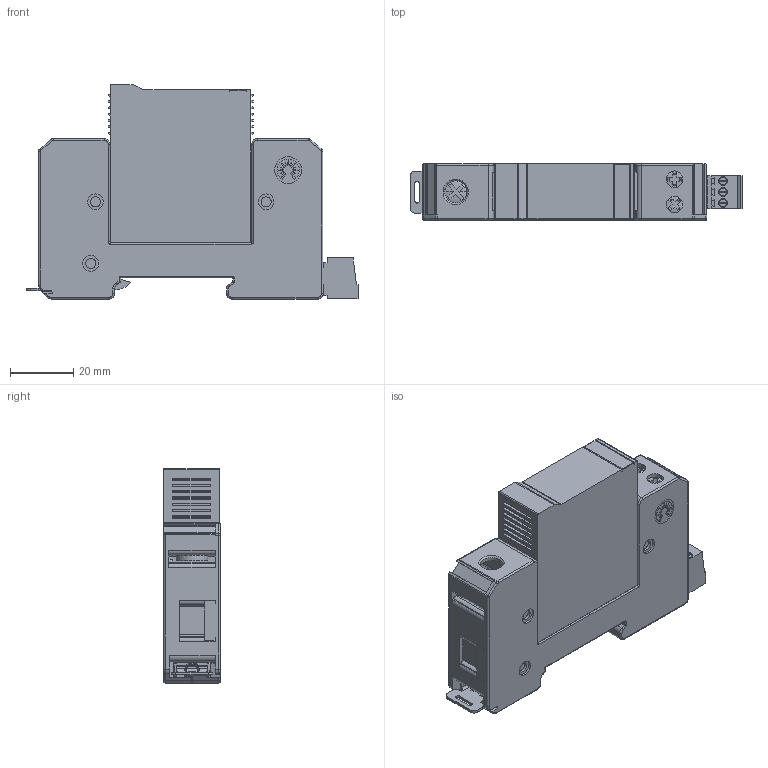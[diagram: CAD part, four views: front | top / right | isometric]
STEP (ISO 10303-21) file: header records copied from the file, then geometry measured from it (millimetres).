
FILE_DESCRIPTION(('Creo Elements/Direct Modeling STEP Export'),'2;1');
FILE_NAME('DS240S_G.stp','2017-10-10T11:06:54',(''),(''),'Creo Elements/Direct Modeling STEP processor for AP214 (Solid Model)','Creo Elements/Direct Modeling 20.0AP0401 12-May-2017 (C) Parametric Technology GmbH','');
FILE_SCHEMA(('AUTOMOTIVE_DESIGN { 1 0 10303 214 1 1 1 1 }'));
Products named in the file (2): DS240S_G
Assembly tree (1 placements, depth 2):
  DS240S_G
    DS240S_G
Bounding box: 105.1 x 17.8 x 67.8 mm (x, y, z)
Volume: 85590.5 mm3; surface area: 24145.4 mm2
Topology: 1 solids, 5 shells, 982 faces, 2750 edges, 1780 vertices
Faces by surface type: plane 700, cylinder 197, torus 31, cone 31, bspline 17, sphere 6
Entity records: 44518 total; most frequent: CARTESIAN_POINT 20104, ORIENTED_EDGE 5494, DIRECTION 4546, EDGE_CURVE 2747, VECTOR 1908, LINE 1908, VERTEX_POINT 1780, AXIS2_PLACEMENT_3D 1319
